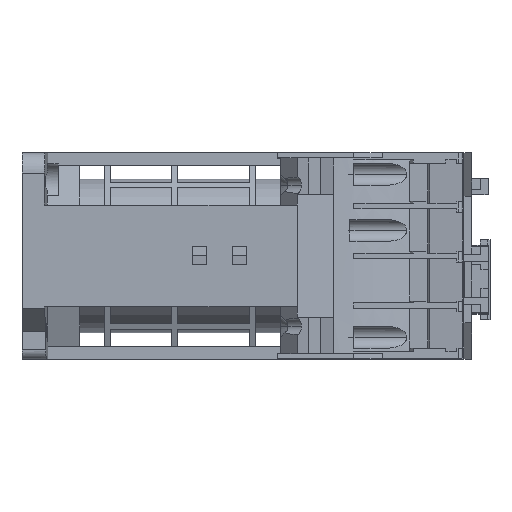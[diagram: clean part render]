
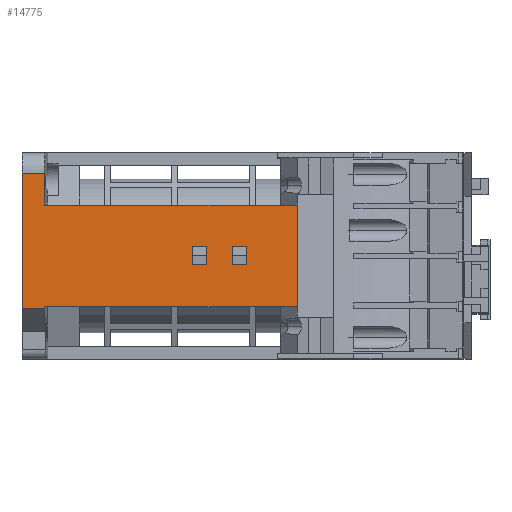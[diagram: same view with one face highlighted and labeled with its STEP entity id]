
A CAD part, top view. The second image highlights one B-rep face of the part: STEP entity #14775.
In plain terms, the highlighted planar face has unit normal (0, 0, 1).
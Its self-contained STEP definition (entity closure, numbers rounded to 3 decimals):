
#966 = EDGE_CURVE ( 'NONE', #34907, #10859, #21596, .T. ) ;
#1246 = EDGE_CURVE ( 'NONE', #11903, #16379, #35526, .T. ) ;
#1319 = CARTESIAN_POINT ( 'NONE',  ( -122., 22.8, 40.5 ) ) ;
#1907 = ORIENTED_EDGE ( 'NONE', *, *, #19502, .T. ) ;
#2145 = VECTOR ( 'NONE', #9126, 1000. ) ;
#2409 = CARTESIAN_POINT ( 'NONE',  ( -60., 2.5, 40.5 ) ) ;
#3116 = LINE ( 'NONE', #6008, #2145 ) ;
#3518 = CARTESIAN_POINT ( 'NONE',  ( -60., 2.5, 40.5 ) ) ;
#4865 = EDGE_CURVE ( 'NONE', #7106, #21143, #18752, .T. ) ;
#4956 = CARTESIAN_POINT ( 'NONE',  ( -71., -2.5, 40.5 ) ) ;
#5311 = VERTEX_POINT ( 'NONE', #9501 ) ;
#5735 = DIRECTION ( 'NONE',  ( 0., 0., 1. ) ) ;
#5763 = VECTOR ( 'NONE', #20184, 1000. ) ;
#6008 = CARTESIAN_POINT ( 'NONE',  ( -122., 14., 40.5 ) ) ;
#6276 = DIRECTION ( 'NONE',  ( 1., 0., 0. ) ) ;
#6588 = EDGE_CURVE ( 'NONE', #24426, #13153, #3116, .T. ) ;
#7106 = VERTEX_POINT ( 'NONE', #30276 ) ;
#7319 = ORIENTED_EDGE ( 'NONE', *, *, #6588, .T. ) ;
#8301 = CARTESIAN_POINT ( 'NONE',  ( -46., 14., 40.5 ) ) ;
#8885 = VECTOR ( 'NONE', #37487, 1000. ) ;
#9008 = DIRECTION ( 'NONE',  ( 0., -1., 0. ) ) ;
#9126 = DIRECTION ( 'NONE',  ( -1., 0., 0. ) ) ;
#9352 = CARTESIAN_POINT ( 'NONE',  ( -115.8, -14., 40.5 ) ) ;
#9501 = CARTESIAN_POINT ( 'NONE',  ( -46., -14., 40.5 ) ) ;
#9863 = LINE ( 'NONE', #12963, #8885 ) ;
#10014 = ORIENTED_EDGE ( 'NONE', *, *, #4865, .T. ) ;
#10205 = EDGE_CURVE ( 'NONE', #29571, #17222, #21252, .T. ) ;
#10610 = EDGE_CURVE ( 'NONE', #17894, #34907, #32284, .T. ) ;
#10859 = VERTEX_POINT ( 'NONE', #25489 ) ;
#11533 = DIRECTION ( 'NONE',  ( 0., -1., 0. ) ) ;
#11555 = DIRECTION ( 'NONE',  ( 0., 1., 0. ) ) ;
#11641 = CARTESIAN_POINT ( 'NONE',  ( -64., 2.5, 40.5 ) ) ;
#11903 = VERTEX_POINT ( 'NONE', #9352 ) ;
#11945 = VERTEX_POINT ( 'NONE', #3518 ) ;
#12213 = ORIENTED_EDGE ( 'NONE', *, *, #10610, .F. ) ;
#12292 = VERTEX_POINT ( 'NONE', #29948 ) ;
#12944 = EDGE_CURVE ( 'NONE', #24426, #5311, #13064, .T. ) ;
#12963 = CARTESIAN_POINT ( 'NONE',  ( -75., 2.5, 40.5 ) ) ;
#13045 = ORIENTED_EDGE ( 'NONE', *, *, #966, .F. ) ;
#13064 = LINE ( 'NONE', #27608, #20337 ) ;
#13153 = VERTEX_POINT ( 'NONE', #16398 ) ;
#13771 = CARTESIAN_POINT ( 'NONE',  ( -75., 2.5, 40.5 ) ) ;
#13836 = CARTESIAN_POINT ( 'NONE',  ( -122., -14.5, 40.5 ) ) ;
#14188 = LINE ( 'NONE', #30968, #29665 ) ;
#14628 = CARTESIAN_POINT ( 'NONE',  ( -75., 2.5, 40.5 ) ) ;
#14775 = ADVANCED_FACE ( 'NONE', ( #25464, #26432, #34607 ), #24234, .T. ) ;
#14884 = VECTOR ( 'NONE', #35078, 1000. ) ;
#14992 = ORIENTED_EDGE ( 'NONE', *, *, #24255, .F. ) ;
#15830 = VERTEX_POINT ( 'NONE', #20802 ) ;
#15942 = CARTESIAN_POINT ( 'NONE',  ( -115.8, -14.5, 40.5 ) ) ;
#16311 = ORIENTED_EDGE ( 'NONE', *, *, #39741, .F. ) ;
#16379 = VERTEX_POINT ( 'NONE', #15942 ) ;
#16398 = CARTESIAN_POINT ( 'NONE',  ( -115.8, 14., 40.5 ) ) ;
#16494 = CARTESIAN_POINT ( 'NONE',  ( -64., 2.5, 40.5 ) ) ;
#16571 = VERTEX_POINT ( 'NONE', #13771 ) ;
#16661 = DIRECTION ( 'NONE',  ( -1., 0., 0. ) ) ;
#16940 = LINE ( 'NONE', #14628, #32361 ) ;
#17222 = VERTEX_POINT ( 'NONE', #4956 ) ;
#17894 = VERTEX_POINT ( 'NONE', #11641 ) ;
#18032 = CARTESIAN_POINT ( 'NONE',  ( -122., -28.5, 40.5 ) ) ;
#18220 = ORIENTED_EDGE ( 'NONE', *, *, #1246, .F. ) ;
#18259 = LINE ( 'NONE', #13836, #34645 ) ;
#18655 = ORIENTED_EDGE ( 'NONE', *, *, #25494, .F. ) ;
#18723 = ORIENTED_EDGE ( 'NONE', *, *, #31561, .T. ) ;
#18752 = LINE ( 'NONE', #28677, #34149 ) ;
#19502 = EDGE_CURVE ( 'NONE', #13153, #12292, #30250, .T. ) ;
#20184 = DIRECTION ( 'NONE',  ( 1., 0., 0. ) ) ;
#20337 = VECTOR ( 'NONE', #24388, 1000. ) ;
#20802 = CARTESIAN_POINT ( 'NONE',  ( -71., 2.5, 40.5 ) ) ;
#21143 = VERTEX_POINT ( 'NONE', #35152 ) ;
#21252 = LINE ( 'NONE', #29470, #5763 ) ;
#21371 = ORIENTED_EDGE ( 'NONE', *, *, #23977, .F. ) ;
#21596 = LINE ( 'NONE', #32084, #22568 ) ;
#22032 = VECTOR ( 'NONE', #39328, 1000. ) ;
#22568 = VECTOR ( 'NONE', #38264, 1000. ) ;
#22651 = DIRECTION ( 'NONE',  ( 0., -1., 0. ) ) ;
#22727 = LINE ( 'NONE', #28786, #37144 ) ;
#23977 = EDGE_CURVE ( 'NONE', #16571, #29571, #16940, .T. ) ;
#24234 = PLANE ( 'NONE',  #29204 ) ;
#24255 = EDGE_CURVE ( 'NONE', #11945, #17894, #22727, .T. ) ;
#24388 = DIRECTION ( 'NONE',  ( 0., -1., 0. ) ) ;
#24426 = VERTEX_POINT ( 'NONE', #8301 ) ;
#24481 = LINE ( 'NONE', #36694, #39865 ) ;
#25464 = FACE_OUTER_BOUND ( 'NONE', #31234, .T. ) ;
#25489 = CARTESIAN_POINT ( 'NONE',  ( -60., -2.5, 40.5 ) ) ;
#25494 = EDGE_CURVE ( 'NONE', #16379, #21143, #18259, .T. ) ;
#26432 = FACE_BOUND ( 'NONE', #39466, .T. ) ;
#26717 = EDGE_CURVE ( 'NONE', #10859, #11945, #28270, .T. ) ;
#27309 = VECTOR ( 'NONE', #9008, 1000. ) ;
#27313 = DIRECTION ( 'NONE',  ( 1., 0., 0. ) ) ;
#27464 = CARTESIAN_POINT ( 'NONE',  ( -115.8, -14., 40.5 ) ) ;
#27608 = CARTESIAN_POINT ( 'NONE',  ( -46., 24.112, 40.5 ) ) ;
#28270 = LINE ( 'NONE', #2409, #22032 ) ;
#28677 = CARTESIAN_POINT ( 'NONE',  ( -122., -28.5, 40.5 ) ) ;
#28786 = CARTESIAN_POINT ( 'NONE',  ( -64., 2.5, 40.5 ) ) ;
#29204 = AXIS2_PLACEMENT_3D ( 'NONE', #18032, #5735, #27313 ) ;
#29302 = VECTOR ( 'NONE', #11555, 1000. ) ;
#29470 = CARTESIAN_POINT ( 'NONE',  ( -75., -2.5, 40.5 ) ) ;
#29571 = VERTEX_POINT ( 'NONE', #35293 ) ;
#29665 = VECTOR ( 'NONE', #6276, 1000. ) ;
#29948 = CARTESIAN_POINT ( 'NONE',  ( -115.8, 22.8, 40.5 ) ) ;
#30088 = ORIENTED_EDGE ( 'NONE', *, *, #26717, .F. ) ;
#30250 = LINE ( 'NONE', #33125, #29302 ) ;
#30276 = CARTESIAN_POINT ( 'NONE',  ( -122., 22.8, 40.5 ) ) ;
#30645 = DIRECTION ( 'NONE',  ( 0., 1., 0. ) ) ;
#30968 = CARTESIAN_POINT ( 'NONE',  ( -122., -14., 40.5 ) ) ;
#31155 = EDGE_CURVE ( 'NONE', #12292, #7106, #36900, .T. ) ;
#31234 = EDGE_LOOP ( 'NONE', ( #1907, #31428, #10014, #18655, #18220, #18723, #34120, #7319 ) ) ;
#31303 = EDGE_LOOP ( 'NONE', ( #33622, #31330, #21371, #16311 ) ) ;
#31330 = ORIENTED_EDGE ( 'NONE', *, *, #10205, .F. ) ;
#31428 = ORIENTED_EDGE ( 'NONE', *, *, #31155, .T. ) ;
#31561 = EDGE_CURVE ( 'NONE', #11903, #5311, #14188, .T. ) ;
#32084 = CARTESIAN_POINT ( 'NONE',  ( -64., -2.5, 40.5 ) ) ;
#32284 = LINE ( 'NONE', #16494, #14884 ) ;
#32361 = VECTOR ( 'NONE', #11533, 1000. ) ;
#32947 = CARTESIAN_POINT ( 'NONE',  ( -64., -2.5, 40.5 ) ) ;
#33125 = CARTESIAN_POINT ( 'NONE',  ( -115.8, 14., 40.5 ) ) ;
#33622 = ORIENTED_EDGE ( 'NONE', *, *, #37985, .F. ) ;
#34120 = ORIENTED_EDGE ( 'NONE', *, *, #12944, .F. ) ;
#34149 = VECTOR ( 'NONE', #22651, 1000. ) ;
#34607 = FACE_BOUND ( 'NONE', #31303, .T. ) ;
#34645 = VECTOR ( 'NONE', #38366, 1000. ) ;
#34907 = VERTEX_POINT ( 'NONE', #32947 ) ;
#35078 = DIRECTION ( 'NONE',  ( 0., -1., 0. ) ) ;
#35152 = CARTESIAN_POINT ( 'NONE',  ( -122., -14.5, 40.5 ) ) ;
#35166 = DIRECTION ( 'NONE',  ( -1., 0., 0. ) ) ;
#35293 = CARTESIAN_POINT ( 'NONE',  ( -75., -2.5, 40.5 ) ) ;
#35526 = LINE ( 'NONE', #27464, #27309 ) ;
#36694 = CARTESIAN_POINT ( 'NONE',  ( -71., 2.5, 40.5 ) ) ;
#36900 = LINE ( 'NONE', #1319, #37860 ) ;
#37144 = VECTOR ( 'NONE', #16661, 1000. ) ;
#37487 = DIRECTION ( 'NONE',  ( -1., 0., 0. ) ) ;
#37860 = VECTOR ( 'NONE', #35166, 1000. ) ;
#37985 = EDGE_CURVE ( 'NONE', #17222, #15830, #24481, .T. ) ;
#38264 = DIRECTION ( 'NONE',  ( 1., 0., 0. ) ) ;
#38366 = DIRECTION ( 'NONE',  ( -1., 0., 0. ) ) ;
#39328 = DIRECTION ( 'NONE',  ( 0., 1., 0. ) ) ;
#39466 = EDGE_LOOP ( 'NONE', ( #30088, #13045, #12213, #14992 ) ) ;
#39741 = EDGE_CURVE ( 'NONE', #15830, #16571, #9863, .T. ) ;
#39865 = VECTOR ( 'NONE', #30645, 1000. ) ;
